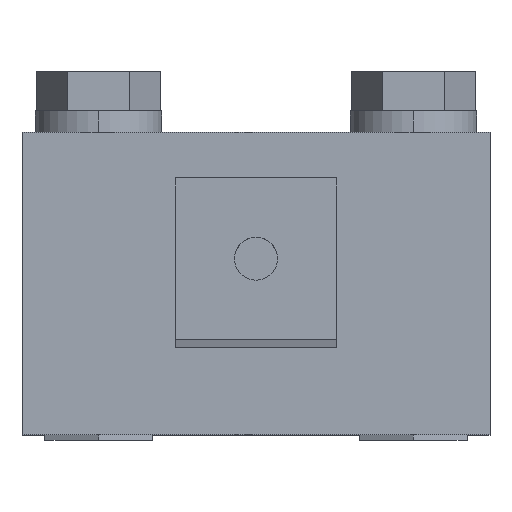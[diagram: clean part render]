
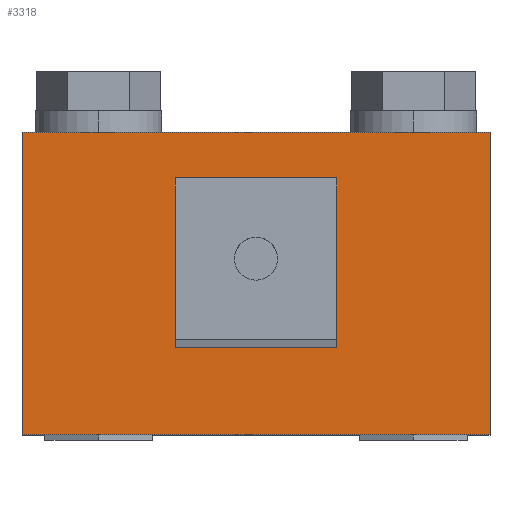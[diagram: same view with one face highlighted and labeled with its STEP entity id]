
A CAD part, top view. The second image highlights one B-rep face of the part: STEP entity #3318.
In plain terms, the highlighted planar face has unit normal (0, 0, 1).
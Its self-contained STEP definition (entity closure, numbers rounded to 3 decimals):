
#593=DIRECTION('',(0.,-1.,0.));
#594=VECTOR('',#593,28.125);
#595=CARTESIAN_POINT('',(21.75,12.5,41.5));
#596=LINE('',#595,#594);
#600=DIRECTION('',(-1.,0.,0.));
#601=VECTOR('',#600,43.5);
#602=CARTESIAN_POINT('',(21.75,-15.625,41.5));
#603=LINE('',#602,#601);
#607=DIRECTION('',(0.,1.,0.));
#608=VECTOR('',#607,28.125);
#609=CARTESIAN_POINT('',(-21.75,-15.625,41.5));
#610=LINE('',#609,#608);
#614=DIRECTION('',(1.,0.,0.));
#615=VECTOR('',#614,43.5);
#616=CARTESIAN_POINT('',(-21.75,12.5,41.5));
#617=LINE('',#616,#615);
#621=DIRECTION('',(-1.,0.,0.));
#622=VECTOR('',#621,15.);
#623=CARTESIAN_POINT('',(7.5,7.5,41.5));
#624=LINE('',#623,#622);
#628=DIRECTION('',(0.,-1.,0.));
#629=VECTOR('',#628,15.);
#630=CARTESIAN_POINT('',(-7.5,7.5,41.5));
#631=LINE('',#630,#629);
#635=DIRECTION('',(1.,0.,0.));
#636=VECTOR('',#635,15.);
#637=CARTESIAN_POINT('',(-7.5,-7.5,41.5));
#638=LINE('',#637,#636);
#642=DIRECTION('',(0.,1.,0.));
#643=VECTOR('',#642,15.);
#644=CARTESIAN_POINT('',(7.5,-7.5,41.5));
#645=LINE('',#644,#643);
#2569=CARTESIAN_POINT('',(7.5,-7.5,41.5));
#2570=CARTESIAN_POINT('',(7.5,7.5,41.5));
#2571=VERTEX_POINT('',#2569);
#2572=VERTEX_POINT('',#2570);
#2573=CARTESIAN_POINT('',(-7.5,-7.5,41.5));
#2574=VERTEX_POINT('',#2573);
#2575=CARTESIAN_POINT('',(-7.5,7.5,41.5));
#2576=VERTEX_POINT('',#2575);
#2577=CARTESIAN_POINT('',(21.75,12.5,41.5));
#2578=CARTESIAN_POINT('',(21.75,-15.625,41.5));
#2579=VERTEX_POINT('',#2577);
#2580=VERTEX_POINT('',#2578);
#2581=CARTESIAN_POINT('',(-21.75,-15.625,41.5));
#2582=VERTEX_POINT('',#2581);
#2583=CARTESIAN_POINT('',(-21.75,12.5,41.5));
#2584=VERTEX_POINT('',#2583);
#3297=CARTESIAN_POINT('',(7.6,-7.6,41.5));
#3298=DIRECTION('',(0.,0.,-1.));
#3299=DIRECTION('',(0.,-1.,0.));
#3300=AXIS2_PLACEMENT_3D('',#3297,#3298,#3299);
#3301=PLANE('',#3300);
#3303=ORIENTED_EDGE('',*,*,#3302,.T.);
#3305=ORIENTED_EDGE('',*,*,#3304,.T.);
#3307=ORIENTED_EDGE('',*,*,#3306,.T.);
#3309=ORIENTED_EDGE('',*,*,#3308,.T.);
#3310=EDGE_LOOP('',(#3303,#3305,#3307,#3309));
#3311=FACE_OUTER_BOUND('',#3310,.F.);
#3312=ORIENTED_EDGE('',*,*,#3099,.T.);
#3313=ORIENTED_EDGE('',*,*,#3078,.T.);
#3314=ORIENTED_EDGE('',*,*,#3056,.T.);
#3315=ORIENTED_EDGE('',*,*,#3034,.T.);
#3316=EDGE_LOOP('',(#3312,#3313,#3314,#3315));
#3317=FACE_BOUND('',#3316,.F.);
#3034=EDGE_CURVE('',#2571,#2572,#645,.T.);
#3056=EDGE_CURVE('',#2574,#2571,#638,.T.);
#3078=EDGE_CURVE('',#2576,#2574,#631,.T.);
#3099=EDGE_CURVE('',#2572,#2576,#624,.T.);
#3302=EDGE_CURVE('',#2579,#2580,#596,.T.);
#3304=EDGE_CURVE('',#2580,#2582,#603,.T.);
#3306=EDGE_CURVE('',#2582,#2584,#610,.T.);
#3308=EDGE_CURVE('',#2584,#2579,#617,.T.);
#3318=ADVANCED_FACE('',(#3311,#3317),#3301,.F.);
